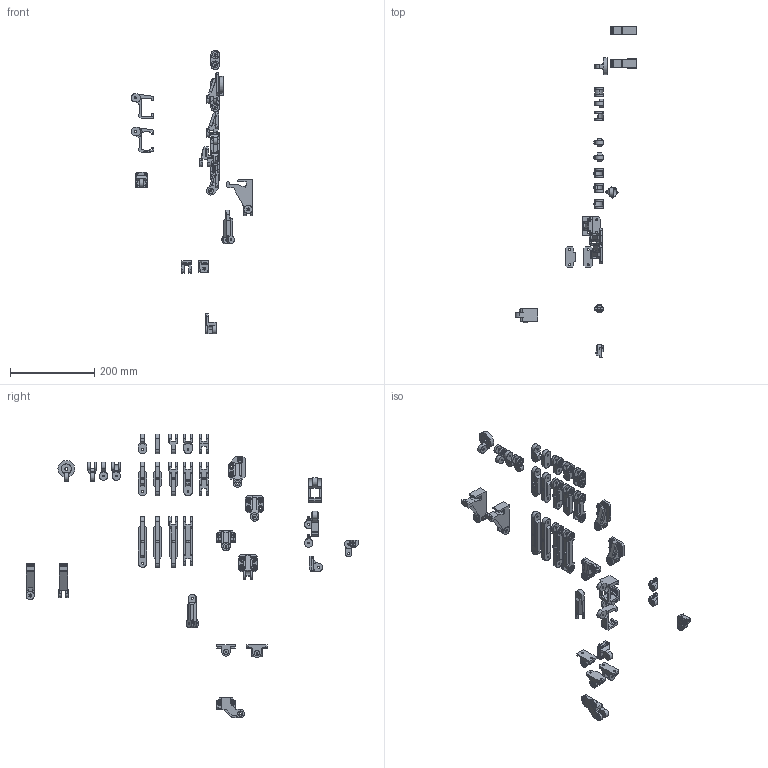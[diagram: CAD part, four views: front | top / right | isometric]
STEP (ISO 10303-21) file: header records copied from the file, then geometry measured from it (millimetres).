
FILE_DESCRIPTION(/* description */ (''),/* implementation_level */ '2;1');
FILE_NAME(/* name */ 'c270mount UPDATED 2019.step',/* time_stamp */ '2019-03-14T18:49:32+01:00',/* author */ ('raffosan'),/* organization */ (''),/* preprocessor_version */ 'ST-DEVELOPER v17.2',/* originating_system */ 'Autodesk Translation Framework v7.6.0.251',/* authorisation */ '');
FILE_SCHEMA (('AUTOMOTIVE_DESIGN { 1 0 10303 214 3 1 1 }'));
Length unit declared in the file: millimetre
Products named in the file (4): c270mount UPDATED; c270; picam; gopro
Assembly tree (3 placements, depth 2):
  c270mount UPDATED
    c270
    picam
    gopro
Bounding box: 289.06 x 788.07 x 673.18 mm (x, y, z)
Volume: 649791.1 mm3; surface area: 234509.9 mm2
Topology: 37 solids, 38 shells, 1707 faces, 4674 edges, 3100 vertices
Faces by surface type: plane 1288, cylinder 390, cone 26, bspline 2, torus 1
Full cylindrical faces by diameter (mm): 1.7 x4, 3.4 x8, 4.4 x103, 5.4 x3, 7 x1, 10 x25, 12.4 x23, 20 x28
Entity records: 54120 total; most frequent: CARTESIAN_POINT 9632, ORIENTED_EDGE 9304, DIRECTION 9027, EDGE_CURVE 4652, LINE 3521, VECTOR 3521, VERTEX_POINT 3100, AXIS2_PLACEMENT_3D 2753
